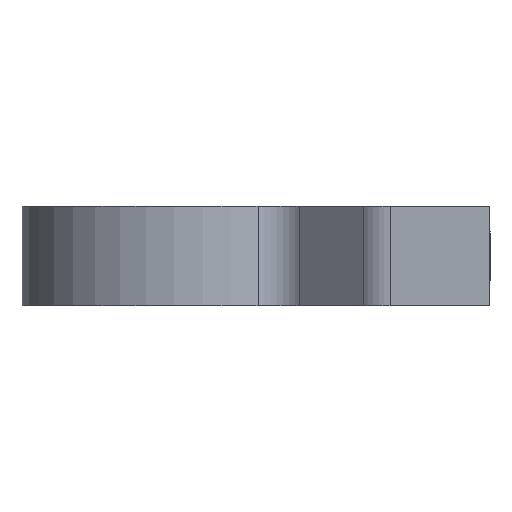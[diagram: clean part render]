
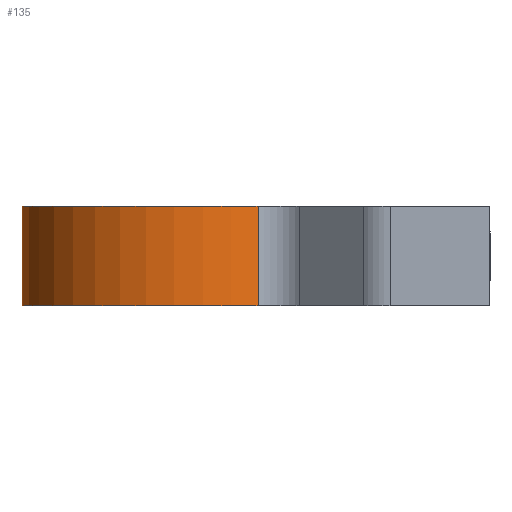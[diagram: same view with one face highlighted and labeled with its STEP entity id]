
A CAD part, left-side view. The second image highlights one B-rep face of the part: STEP entity #135.
In plain terms, the highlighted cylindrical face has radius 13.5 mm (diameter 27 mm), a partial arc.
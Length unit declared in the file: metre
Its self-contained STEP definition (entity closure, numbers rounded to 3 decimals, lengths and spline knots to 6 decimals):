
#135 = ADVANCED_FACE( 'NONE', ( #290 ), #291, .T. );
#290 = FACE_OUTER_BOUND( '', #2290, .T. );
#291 = CYLINDRICAL_SURFACE( '', #2291, 0.0135 );
#2290 = EDGE_LOOP( '', ( #2986, #2987, #2988, #2989, #2990, #2991 ) );
#2291 = AXIS2_PLACEMENT_3D( '', #2992, #2993, #2994 );
#2986 = ORIENTED_EDGE( '', *, *, #3638, .F. );
#2987 = ORIENTED_EDGE( '', *, *, #3651, .T. );
#2988 = ORIENTED_EDGE( '', *, *, #3665, .F. );
#2989 = ORIENTED_EDGE( '', *, *, #3524, .T. );
#2990 = ORIENTED_EDGE( '', *, *, #3588, .T. );
#2991 = ORIENTED_EDGE( '', *, *, #3527, .T. );
#2992 = CARTESIAN_POINT( '', ( 0., 0., 0.008 ) );
#2993 = DIRECTION( '', ( 0., 0., 1. ) );
#2994 = DIRECTION( '', ( -1., 0., 0. ) );
#3524 = EDGE_CURVE( 'NONE', #4161, #4165, #4167, .T. );
#3527 = EDGE_CURVE( 'NONE', #4172, #4169, #4173, .T. );
#3588 = EDGE_CURVE( 'NONE', #4165, #4172, #4284, .T. );
#3638 = EDGE_CURVE( 'NONE', #4369, #4169, #4371, .T. );
#3651 = EDGE_CURVE( 'NONE', #4369, #4388, #4391, .T. );
#3665 = EDGE_CURVE( 'NONE', #4161, #4388, #4408, .T. );
#4161 = VERTEX_POINT( 'NONE', #7759 );
#4165 = VERTEX_POINT( 'NONE', #7779 );
#4167 = LINE( '', #7781, #7782 );
#4169 = VERTEX_POINT( 'NONE', #7784 );
#4172 = VERTEX_POINT( 'NONE', #7787 );
#4173 = LINE( '', #7788, #7789 );
#4284 = CIRCLE( '', #8531, 0.0135 );
#4369 = VERTEX_POINT( 'NONE', #8997 );
#4371 = CIRCLE( '', #8999, 0.0135 );
#4388 = VERTEX_POINT( 'NONE', #9021 );
#4391 = LINE( '', #9038, #9039 );
#4408 = B_SPLINE_CURVE_WITH_KNOTS( '', 3, ( #9060, #9061, #9062, #9063, #9064, #9065, #9066, #9067, #9068, #9069, #9070, #9071, #9072, #9073, #9074, #9075, #9076, #9077, #9078, #9079, #9080, #9081, #9082, #9083 ), .UNSPECIFIED., .F., .F., ( 4, 1, 1, 1, 1, 1, 1, 1, 1, 1, 1, 1, 1, 1, 1, 1, 1, 1, 1, 1, 1, 4 ), ( 0., 0.030196, 0.059684, 0.088499, 0.11668, 0.144268, 0.171305, 0.197838, 0.223916, 0.24959, 0.313352, 0.37458, 0.43754, 0.499446, 0.561446, 0.6245, 0.685906, 0.749869, 0.808315, 0.869141, 0.932881, 1. ), .UNSPECIFIED. );
#7759 = CARTESIAN_POINT( '', ( 0.011807, 0.006545, 0.001269 ) );
#7779 = CARTESIAN_POINT( '', ( 0.011807, 0.006545, 0. ) );
#7781 = CARTESIAN_POINT( '', ( 0.011807, 0.006545, 0.008 ) );
#7782 = VECTOR( '', #9194, 1. );
#7784 = CARTESIAN_POINT( '', ( -0.012364, -0.005421, 0.008 ) );
#7787 = CARTESIAN_POINT( '', ( -0.012364, -0.005421, 0. ) );
#7788 = CARTESIAN_POINT( '', ( -0.012364, -0.005421, 0.008 ) );
#7789 = VECTOR( '', #9198, 1. );
#8531 = AXIS2_PLACEMENT_3D( '', #9226, #9227, #9228 );
#8997 = CARTESIAN_POINT( '', ( 0.011807, 0.006545, 0.008 ) );
#8999 = AXIS2_PLACEMENT_3D( '', #9260, #9261, #9262 );
#9021 = CARTESIAN_POINT( '', ( 0.011807, 0.006545, 0.006731 ) );
#9038 = CARTESIAN_POINT( '', ( 0.011807, 0.006545, 0.008 ) );
#9039 = VECTOR( '', #9280, 1. );
#9060 = CARTESIAN_POINT( '', ( 0.011807, 0.006545, 0.001269 ) );
#9061 = CARTESIAN_POINT( '', ( 0.011773, 0.006606, 0.001299 ) );
#9062 = CARTESIAN_POINT( '', ( 0.011706, 0.006726, 0.001357 ) );
#9063 = CARTESIAN_POINT( '', ( 0.011605, 0.006898, 0.001455 ) );
#9064 = CARTESIAN_POINT( '', ( 0.011507, 0.007062, 0.001557 ) );
#9065 = CARTESIAN_POINT( '', ( 0.01141, 0.007216, 0.001666 ) );
#9066 = CARTESIAN_POINT( '', ( 0.011317, 0.007362, 0.00178 ) );
#9067 = CARTESIAN_POINT( '', ( 0.011226, 0.007499, 0.001901 ) );
#9068 = CARTESIAN_POINT( '', ( 0.01114, 0.007627, 0.002027 ) );
#9069 = CARTESIAN_POINT( '', ( 0.011057, 0.007746, 0.00216 ) );
#9070 = CARTESIAN_POINT( '', ( 0.01094, 0.007911, 0.002367 ) );
#9071 = CARTESIAN_POINT( '', ( 0.0108, 0.008101, 0.002664 ) );
#9072 = CARTESIAN_POINT( '', ( 0.010662, 0.008281, 0.00308 ) );
#9073 = CARTESIAN_POINT( '', ( 0.010573, 0.008394, 0.003527 ) );
#9074 = CARTESIAN_POINT( '', ( 0.010542, 0.008433, 0.003996 ) );
#9075 = CARTESIAN_POINT( '', ( 0.010572, 0.008395, 0.004465 ) );
#9076 = CARTESIAN_POINT( '', ( 0.010661, 0.008283, 0.004913 ) );
#9077 = CARTESIAN_POINT( '', ( 0.010798, 0.008104, 0.005331 ) );
#9078 = CARTESIAN_POINT( '', ( 0.010968, 0.007873, 0.005694 ) );
#9079 = CARTESIAN_POINT( '', ( 0.01116, 0.0076, 0.006011 ) );
#9080 = CARTESIAN_POINT( '', ( 0.011364, 0.007292, 0.006285 ) );
#9081 = CARTESIAN_POINT( '', ( 0.011583, 0.00694, 0.00653 ) );
#9082 = CARTESIAN_POINT( '', ( 0.011731, 0.006679, 0.006663 ) );
#9083 = CARTESIAN_POINT( '', ( 0.011807, 0.006545, 0.006731 ) );
#9194 = DIRECTION( '', ( 0., 0., -1. ) );
#9198 = DIRECTION( '', ( 0., 0., 1. ) );
#9226 = CARTESIAN_POINT( '', ( 0., 0., 0. ) );
#9227 = DIRECTION( '', ( 0., 0., 1. ) );
#9228 = DIRECTION( '', ( 1., 0., 0. ) );
#9260 = CARTESIAN_POINT( '', ( 0., 0., 0.008 ) );
#9261 = DIRECTION( '', ( 0., 0., 1. ) );
#9262 = DIRECTION( '', ( 1., 0., 0. ) );
#9280 = DIRECTION( '', ( 0., 0., -1. ) );
